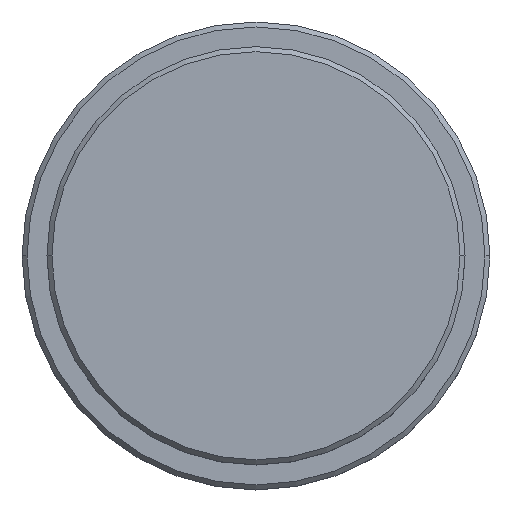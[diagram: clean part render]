
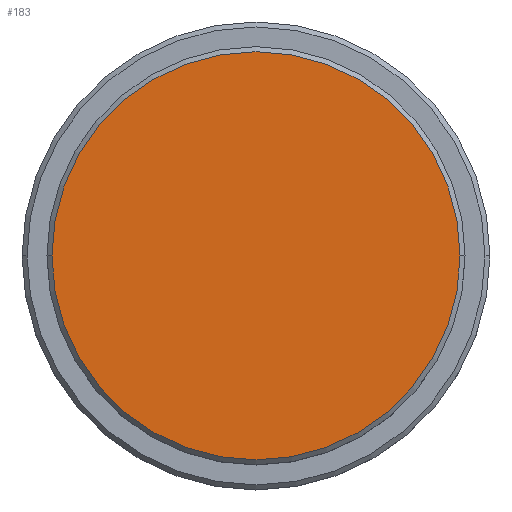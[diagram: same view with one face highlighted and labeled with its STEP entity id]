
A CAD part, top view. The second image highlights one B-rep face of the part: STEP entity #183.
In plain terms, the highlighted planar face has unit normal (0, 0, 1).
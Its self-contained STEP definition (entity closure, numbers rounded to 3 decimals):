
#63 = CARTESIAN_POINT ( 'NONE',  ( 0., 0., 0. ) ) ;
#78 = PLANE ( 'NONE',  #1396 ) ;
#175 = CARTESIAN_POINT ( 'NONE',  ( 20.5, 0., 0. ) ) ;
#183 = ADVANCED_FACE ( 'NONE', ( #736 ), #78, .T. ) ;
#196 = DIRECTION ( 'NONE',  ( 0., 0., 1. ) ) ;
#271 = CARTESIAN_POINT ( 'NONE',  ( 0., 0., 0. ) ) ;
#306 = VERTEX_POINT ( 'NONE', #1196 ) ;
#393 = CIRCLE ( 'NONE', #490, 20.5 ) ;
#490 = AXIS2_PLACEMENT_3D ( 'NONE', #271, #1141, #611 ) ;
#584 = ORIENTED_EDGE ( 'NONE', *, *, #1028, .T. ) ;
#611 = DIRECTION ( 'NONE',  ( 1., 0., 0. ) ) ;
#736 = FACE_OUTER_BOUND ( 'NONE', #950, .T. ) ;
#815 = ORIENTED_EDGE ( 'NONE', *, *, #968, .T. ) ;
#817 = DIRECTION ( 'NONE',  ( 0., 0., 1. ) ) ;
#836 = CARTESIAN_POINT ( 'NONE',  ( 0., 0., 0. ) ) ;
#950 = EDGE_LOOP ( 'NONE', ( #815, #584 ) ) ;
#968 = EDGE_CURVE ( 'NONE', #306, #1010, #1008, .T. ) ;
#986 = DIRECTION ( 'NONE',  ( 1., 0., 0. ) ) ;
#1008 = CIRCLE ( 'NONE', #1237, 20.5 ) ;
#1010 = VERTEX_POINT ( 'NONE', #175 ) ;
#1028 = EDGE_CURVE ( 'NONE', #1010, #306, #393, .T. ) ;
#1049 = DIRECTION ( 'NONE',  ( 1., 0., 0. ) ) ;
#1141 = DIRECTION ( 'NONE',  ( 0., 0., 1. ) ) ;
#1196 = CARTESIAN_POINT ( 'NONE',  ( -20.5, 0., 0. ) ) ;
#1237 = AXIS2_PLACEMENT_3D ( 'NONE', #63, #817, #1049 ) ;
#1396 = AXIS2_PLACEMENT_3D ( 'NONE', #836, #196, #986 ) ;
